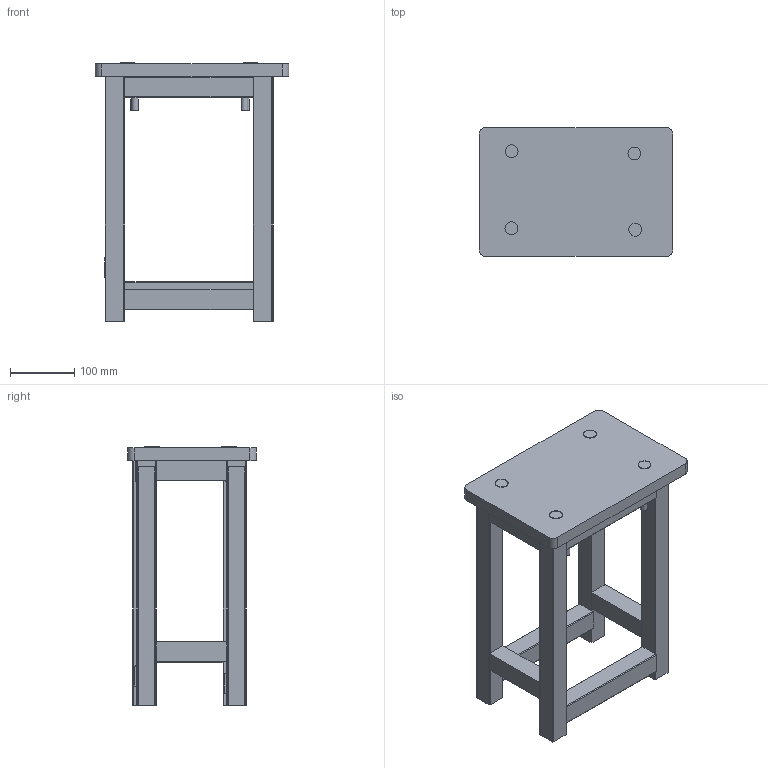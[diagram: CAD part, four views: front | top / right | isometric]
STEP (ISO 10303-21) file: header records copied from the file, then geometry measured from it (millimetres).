
FILE_DESCRIPTION (( 'STEP AP203' ), '1' );
FILE_NAME ('蚾饜极.STEP', '2025-01-17T12:50:26', ( '' ), ( '' ), 'SwSTEP 2.0', 'SolidWorks 2024', '' );
FILE_SCHEMA (( 'CONFIG_CONTROL_DESIGN' ));
Length unit declared in the file: millimetre
Products named in the file (7): 装配体; 零件2; 零件1; 零件7; 零件5; 零件4; 零件3
Assembly tree (21 placements, depth 2):
  装配体
    零件1
    零件2  x4
    零件5  x4
    零件3  x4
    零件4  x4
    零件7  x4
Bounding box: 300 x 200 x 401.5 mm (x, y, z)
Volume: 2866254 mm3; surface area: 651042.4 mm2
Topology: 21 solids, 21 shells, 178 faces, 384 edges, 256 vertices
Faces by surface type: plane 118, cylinder 60
Entity records: 2655 total; most frequent: DIRECTION 302, CARTESIAN_POINT 266, ORIENTED_EDGE 228, EDGE_CURVE 114, AXIS2_PLACEMENT_3D 112, VECTOR 78, LINE 78, CALENDAR_DATE 77
